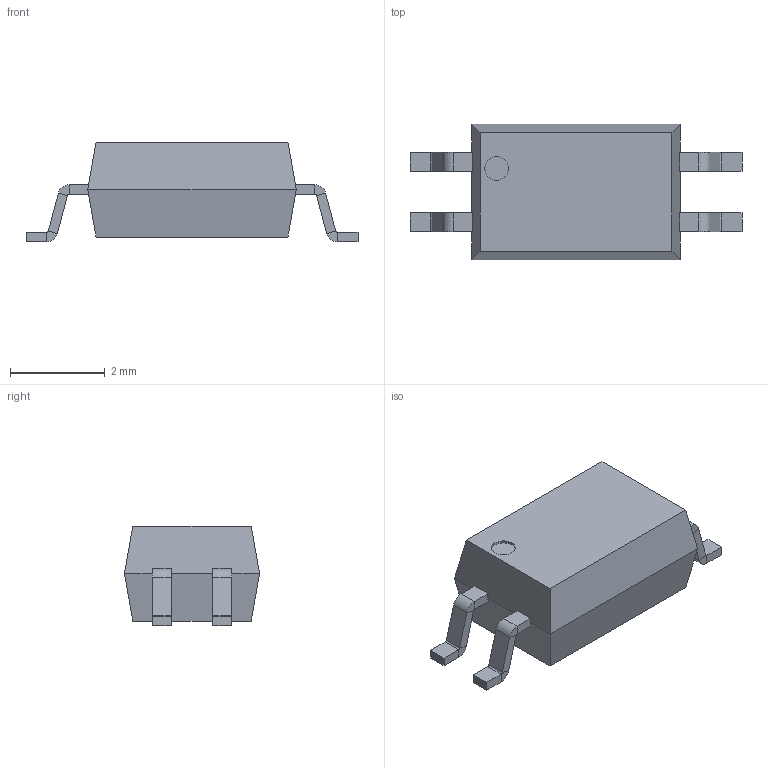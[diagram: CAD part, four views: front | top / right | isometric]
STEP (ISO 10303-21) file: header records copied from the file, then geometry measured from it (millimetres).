
FILE_DESCRIPTION(('FreeCAD Model'),'2;1');
FILE_NAME('SSOP-4_sp.step', '2017-08-11T16:11:28',('kicad StepUp'),('ksu MCAD'), 'Open CASCADE STEP processor 6.8','FreeCAD','Unknown');
FILE_SCHEMA(('AUTOMOTIVE_DESIGN_CC2 { 1 2 10303 214 -1 1 5 4 }'));
Length unit declared in the file: millimetre
Products named in the file (2): ASSEMBLY; SSOP-4_sp
Assembly tree (1 placements, depth 2):
  ASSEMBLY
    SSOP-4_sp
Bounding box: 7 x 2.85 x 2.1 mm (x, y, z)
Volume: 23.2 mm3; surface area: 58 mm2
Topology: 1 solids, 1 shells, 97 faces, 214 edges, 120 vertices
Faces by surface type: plane 79, cylinder 18
Entity records: 3270 total; most frequent: DIRECTION 448, CARTESIAN_POINT 433, ORIENTED_EDGE 428, EDGE_CURVE 214, LINE 178, VECTOR 178, AXIS2_PLACEMENT_3D 135, VERTEX_POINT 120
